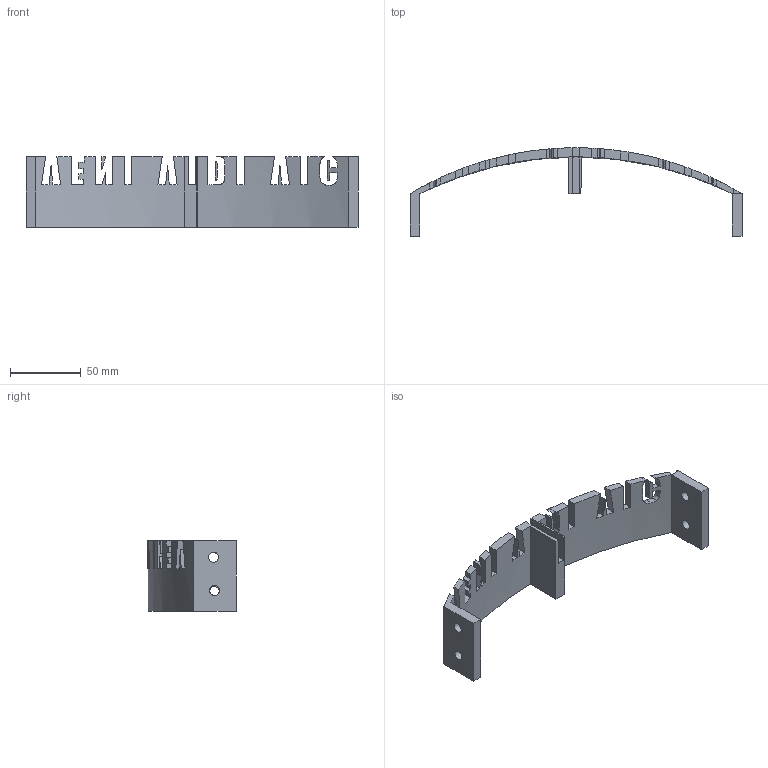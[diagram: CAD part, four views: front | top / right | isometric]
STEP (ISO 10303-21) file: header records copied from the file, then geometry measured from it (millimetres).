
FILE_DESCRIPTION(/* description */ (''),/* implementation_level */ '2;1');
FILE_NAME(/* name */ 'VENI_VIDI_VICI v2.step',/* time_stamp */ '2025-06-16T07:33:40+02:00',/* author */ (''),/* organization */ (''),/* preprocessor_version */ 'ST-DEVELOPER v20.1',/* originating_system */ 'Autodesk Translation Framework v14.10.0.0',/* authorisation */ '');
FILE_SCHEMA (('AUTOMOTIVE_DESIGN { 1 0 10303 214 3 1 1 }'));
Length unit declared in the file: millimetre
Products named in the file (1): VENI_VIDI_VICI
Bounding box: 235 x 62.53 x 50 mm (x, y, z)
Volume: 82968.9 mm3; surface area: 39153.4 mm2
Topology: 4 solids, 4 shells, 144 faces, 408 edges, 272 vertices
Faces by surface type: plane 94, bspline 40, cylinder 10
Full cylindrical faces by diameter (mm): 7 x4
Entity records: 7150 total; most frequent: CARTESIAN_POINT 3541, ORIENTED_EDGE 816, DIRECTION 636, EDGE_CURVE 408, VERTEX_POINT 272, LINE 226, VECTOR 226, AXIS2_PLACEMENT_3D 205
